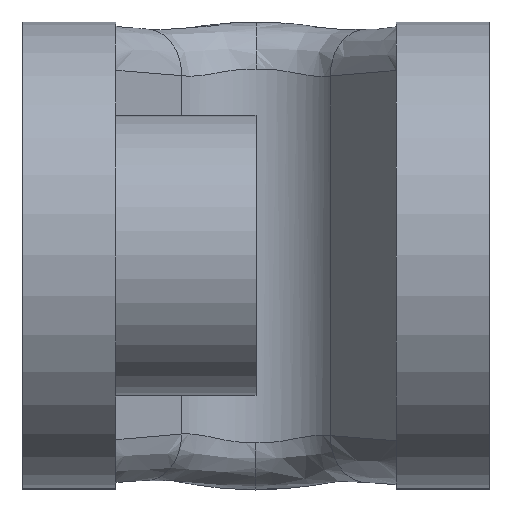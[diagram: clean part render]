
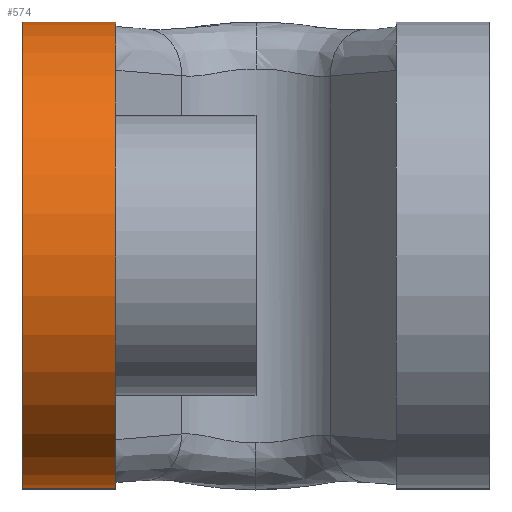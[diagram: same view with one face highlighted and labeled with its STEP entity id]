
A CAD part, top view. The second image highlights one B-rep face of the part: STEP entity #574.
In plain terms, the highlighted cylindrical face has radius 25 mm (diameter 50 mm), a partial arc.
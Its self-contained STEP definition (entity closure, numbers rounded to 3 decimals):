
#94=FACE_OUTER_BOUND('',#130,.T.);
#130=EDGE_LOOP('',(#449,#450,#451,#452));
#158=LINE('',#840,#190);
#175=LINE('',#975,#207);
#190=VECTOR('',#680,10.);
#207=VECTOR('',#737,10.);
#219=CIRCLE('',#619,25.);
#232=CIRCLE('',#639,25.);
#251=VERTEX_POINT('',#838);
#252=VERTEX_POINT('',#839);
#255=VERTEX_POINT('',#847);
#274=VERTEX_POINT('',#974);
#309=EDGE_CURVE('',#251,#252,#158,.T.);
#313=EDGE_CURVE('',#252,#255,#219,.T.);
#341=EDGE_CURVE('',#255,#274,#175,.T.);
#344=EDGE_CURVE('',#274,#251,#232,.T.);
#449=ORIENTED_EDGE('',*,*,#313,.T.);
#450=ORIENTED_EDGE('',*,*,#341,.T.);
#451=ORIENTED_EDGE('',*,*,#344,.T.);
#452=ORIENTED_EDGE('',*,*,#309,.T.);
#556=CYLINDRICAL_SURFACE('',#638,25.);
#574=ADVANCED_FACE('',(#94),#556,.T.);
#619=AXIS2_PLACEMENT_3D('',#848,#686,#687);
#638=AXIS2_PLACEMENT_3D('',#979,#740,#741);
#639=AXIS2_PLACEMENT_3D('',#980,#742,#743);
#680=DIRECTION('',(-1.,0.,0.));
#686=DIRECTION('center_axis',(1.,0.,0.));
#687=DIRECTION('ref_axis',(0.,0.707,0.707));
#737=DIRECTION('',(1.,0.,0.));
#740=DIRECTION('center_axis',(-1.,0.,0.));
#741=DIRECTION('ref_axis',(0.,-0.707,0.707));
#742=DIRECTION('center_axis',(-1.,0.,0.));
#743=DIRECTION('ref_axis',(0.,0.707,0.707));
#838=CARTESIAN_POINT('',(-15.,25.,75.));
#839=CARTESIAN_POINT('',(-25.,25.,75.));
#840=CARTESIAN_POINT('',(-22.5,25.,75.));
#847=CARTESIAN_POINT('',(-25.,-25.,75.));
#848=CARTESIAN_POINT('Origin',(-25.,0.,75.));
#974=CARTESIAN_POINT('',(-15.,-25.,75.));
#975=CARTESIAN_POINT('',(-22.5,-25.,75.));
#979=CARTESIAN_POINT('Origin',(-22.5,0.,75.));
#980=CARTESIAN_POINT('Origin',(-15.,0.,75.));
